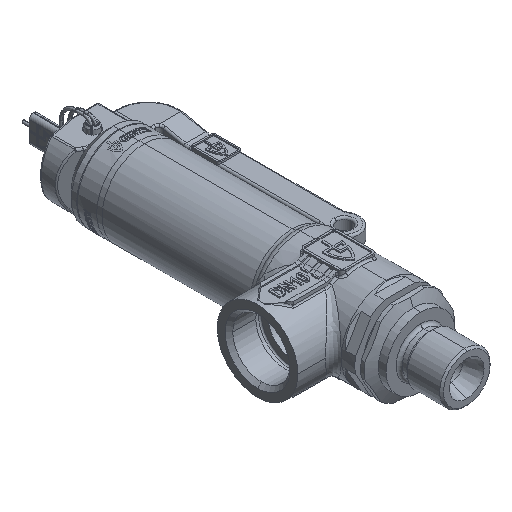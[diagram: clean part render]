
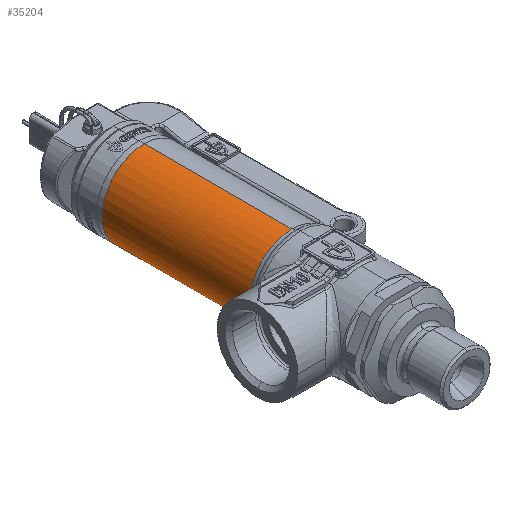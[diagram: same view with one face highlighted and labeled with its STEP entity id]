
A CAD part, isometric view. The second image highlights one B-rep face of the part: STEP entity #35204.
In plain terms, the highlighted cylindrical face has radius 11 mm (diameter 22 mm), a partial arc.
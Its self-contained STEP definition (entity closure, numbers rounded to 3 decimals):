
#270 = CIRCLE ( 'NONE', #13607, 11. ) ;
#327 = ORIENTED_EDGE ( 'NONE', *, *, #31788, .F. ) ;
#471 = CARTESIAN_POINT ( 'NONE',  ( 0., 84., 11. ) ) ;
#1201 = DIRECTION ( 'NONE',  ( 0., 0., -1. ) ) ;
#2820 = CARTESIAN_POINT ( 'NONE',  ( -10.61, 45.52, 2.903 ) ) ;
#3462 = DIRECTION ( 'NONE',  ( 0., -1., 0. ) ) ;
#4628 = ORIENTED_EDGE ( 'NONE', *, *, #43989, .T. ) ;
#4723 = VERTEX_POINT ( 'NONE', #18673 ) ;
#5719 = DIRECTION ( 'NONE',  ( 0., 1., 0. ) ) ;
#6158 = VECTOR ( 'NONE', #40384, 1000. ) ;
#6323 = EDGE_CURVE ( 'NONE', #8278, #31212, #49993, .T. ) ;
#6747 = CARTESIAN_POINT ( 'NONE',  ( 0., 45.52, -11. ) ) ;
#6943 = LINE ( 'NONE', #30932, #47579 ) ;
#7108 = AXIS2_PLACEMENT_3D ( 'NONE', #14360, #41914, #18327 ) ;
#8278 = VERTEX_POINT ( 'NONE', #45955 ) ;
#8593 = AXIS2_PLACEMENT_3D ( 'NONE', #29285, #5719, #33248 ) ;
#10491 = CARTESIAN_POINT ( 'NONE',  ( -10.833, 45.795, -1.97 ) ) ;
#13424 = EDGE_LOOP ( 'NONE', ( #28716, #327, #4628, #49446, #36352, #30040 ) ) ;
#13607 = AXIS2_PLACEMENT_3D ( 'NONE', #22758, #50343, #26697 ) ;
#13965 = CARTESIAN_POINT ( 'NONE',  ( -10.736, 45.675, -2.444 ) ) ;
#14360 = CARTESIAN_POINT ( 'NONE',  ( 0., 45.52, 0. ) ) ;
#14462 = CARTESIAN_POINT ( 'NONE',  ( -10.958, 45.949, -0.99 ) ) ;
#14822 = EDGE_CURVE ( 'NONE', #45970, #31212, #18592, .T. ) ;
#18327 = DIRECTION ( 'NONE',  ( 0., 0., -1. ) ) ;
#18425 = CARTESIAN_POINT ( 'NONE',  ( -11., 46., -0.249 ) ) ;
#18592 = LINE ( 'NONE', #36400, #6158 ) ;
#18673 = CARTESIAN_POINT ( 'NONE',  ( 0., 84., -11. ) ) ;
#18869 = CYLINDRICAL_SURFACE ( 'NONE', #24620, 11. ) ;
#20699 = CARTESIAN_POINT ( 'NONE',  ( 0., 45.52, 11. ) ) ;
#22374 = CARTESIAN_POINT ( 'NONE',  ( -10.967, 45.959, 0.988 ) ) ;
#22758 = CARTESIAN_POINT ( 'NONE',  ( 0., 45.52, 0. ) ) ;
#24620 = AXIS2_PLACEMENT_3D ( 'NONE', #40230, #32504, #1201 ) ;
#26337 = CARTESIAN_POINT ( 'NONE',  ( -10.736, 45.675, 2.444 ) ) ;
#26697 = DIRECTION ( 'NONE',  ( 0., 0., -1. ) ) ;
#28716 = ORIENTED_EDGE ( 'NONE', *, *, #14822, .F. ) ;
#29285 = CARTESIAN_POINT ( 'NONE',  ( 0., 84., 0. ) ) ;
#29924 = CIRCLE ( 'NONE', #8593, 11. ) ;
#30040 = ORIENTED_EDGE ( 'NONE', *, *, #6323, .T. ) ;
#30116 = CARTESIAN_POINT ( 'NONE',  ( -10.61, 45.52, -2.903 ) ) ;
#30932 = CARTESIAN_POINT ( 'NONE',  ( 0., 84., -11. ) ) ;
#31079 = VERTEX_POINT ( 'NONE', #39511 ) ;
#31212 = VERTEX_POINT ( 'NONE', #20699 ) ;
#31788 = EDGE_CURVE ( 'NONE', #4723, #45970, #29924, .T. ) ;
#32504 = DIRECTION ( 'NONE',  ( 0., -1., 0. ) ) ;
#33248 = DIRECTION ( 'NONE',  ( 0., 0., 1. ) ) ;
#34851 = VERTEX_POINT ( 'NONE', #6747 ) ;
#35204 = ADVANCED_FACE ( 'NONE', ( #43549 ), #18869, .T. ) ;
#36352 = ORIENTED_EDGE ( 'NONE', *, *, #45161, .T. ) ;
#36400 = CARTESIAN_POINT ( 'NONE',  ( 0., 84., 11. ) ) ;
#38081 = CARTESIAN_POINT ( 'NONE',  ( -10.933, 45.917, -1.238 ) ) ;
#39511 = CARTESIAN_POINT ( 'NONE',  ( -10.61, 45.52, -2.903 ) ) ;
#40230 = CARTESIAN_POINT ( 'NONE',  ( 0., 84., 0. ) ) ;
#40384 = DIRECTION ( 'NONE',  ( 0., -1., 0. ) ) ;
#41914 = DIRECTION ( 'NONE',  ( 0., 1., 0. ) ) ;
#42002 = CARTESIAN_POINT ( 'NONE',  ( -10.992, 45.99, -0.496 ) ) ;
#43410 = EDGE_CURVE ( 'NONE', #34851, #31079, #270, .T. ) ;
#43549 = FACE_OUTER_BOUND ( 'NONE', #13424, .T. ) ;
#43989 = EDGE_CURVE ( 'NONE', #4723, #34851, #6943, .T. ) ;
#44423 = B_SPLINE_CURVE_WITH_KNOTS ( 'NONE', 3,
 ( #30116, #13965, #10491, #38081, #14462, #42002, #18425, #45976, #22374, #49969, #26337, #2820 ),
 .UNSPECIFIED., .F., .F.,
 ( 4, 2, 2, 2, 2, 4 ),
 ( 0., 0.001, 0.002, 0.003, 0.004, 0.006 ),
 .UNSPECIFIED. ) ;
#45161 = EDGE_CURVE ( 'NONE', #31079, #8278, #44423, .T. ) ;
#45955 = CARTESIAN_POINT ( 'NONE',  ( -10.61, 45.52, 2.903 ) ) ;
#45970 = VERTEX_POINT ( 'NONE', #471 ) ;
#45976 = CARTESIAN_POINT ( 'NONE',  ( -11., 46., 0.491 ) ) ;
#47579 = VECTOR ( 'NONE', #3462, 1000. ) ;
#49446 = ORIENTED_EDGE ( 'NONE', *, *, #43410, .T. ) ;
#49969 = CARTESIAN_POINT ( 'NONE',  ( -10.834, 45.796, 1.968 ) ) ;
#49993 = CIRCLE ( 'NONE', #7108, 11. ) ;
#50343 = DIRECTION ( 'NONE',  ( 0., 1., 0. ) ) ;
